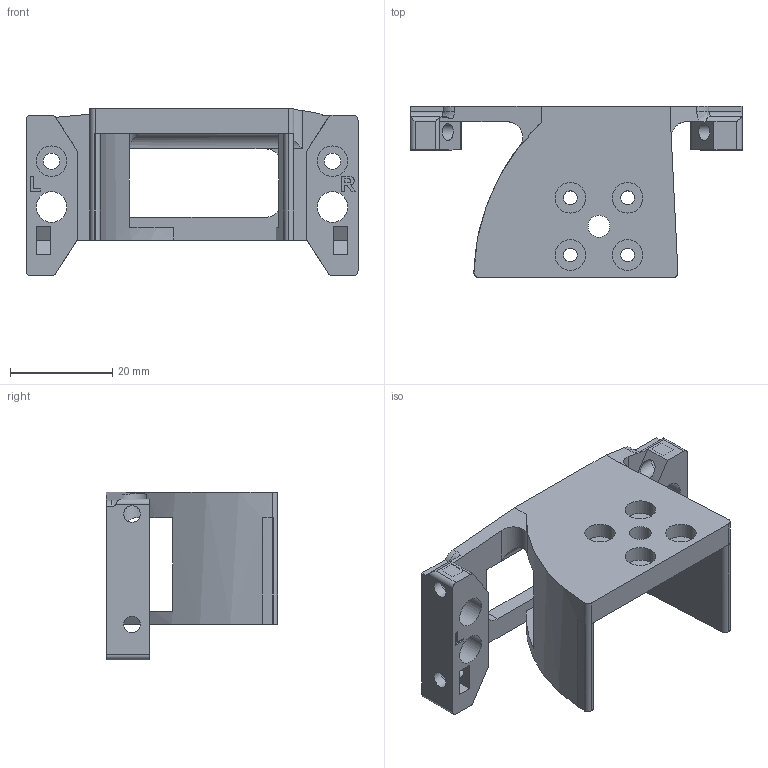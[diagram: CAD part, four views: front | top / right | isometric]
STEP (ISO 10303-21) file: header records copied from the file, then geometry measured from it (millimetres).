
FILE_DESCRIPTION(/* description */ (''),/* implementation_level */ '2;1');
FILE_NAME(/* name */ 'hotend rigid mount Go.step',/* time_stamp */ '2022-07-17T02:16:37+08:00',/* author */ (''),/* organization */ (''),/* preprocessor_version */ 'ST-DEVELOPER v19',/* originating_system */ 'Autodesk Translation Framework v11.7.0.108',/* authorisation */ '');
FILE_SCHEMA (('AUTOMOTIVE_DESIGN { 1 0 10303 214 3 1 1 }'));
Length unit declared in the file: millimetre
Products named in the file (1): hotend rigid mount Go
Bounding box: 65 x 33.5 x 32.85 mm (x, y, z)
Volume: 12377.2 mm3; surface area: 10091.6 mm2
Topology: 1 solids, 1 shells, 169 faces, 470 edges, 311 vertices
Faces by surface type: plane 90, cylinder 52, bspline 27
Full cylindrical faces by diameter (mm): 2.7 x4, 3.2 x2, 3.3 x8, 4.3 x1, 6 x8
Entity records: 5989 total; most frequent: CARTESIAN_POINT 1643, ORIENTED_EDGE 940, DIRECTION 802, EDGE_CURVE 470, VERTEX_POINT 311, LINE 302, VECTOR 302, AXIS2_PLACEMENT_3D 250
